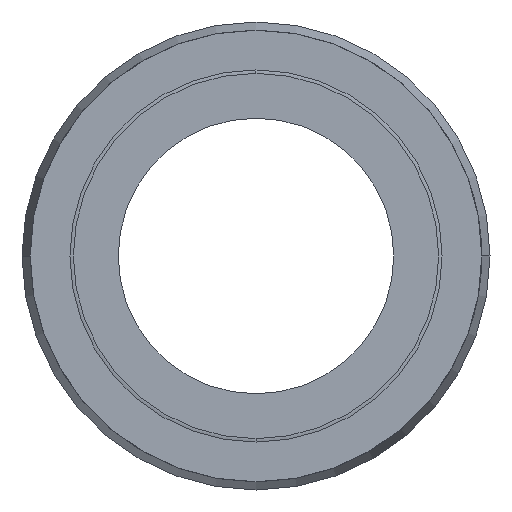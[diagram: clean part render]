
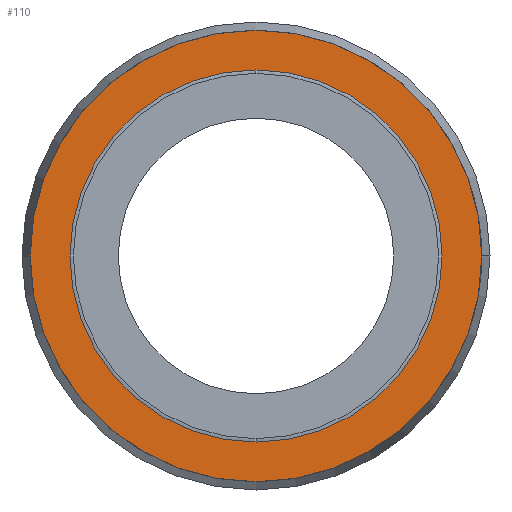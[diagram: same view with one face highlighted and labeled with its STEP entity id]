
A CAD part, front view. The second image highlights one B-rep face of the part: STEP entity #110.
In plain terms, the highlighted planar face has unit normal (0, -1, 0).
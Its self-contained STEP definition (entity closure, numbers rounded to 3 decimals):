
#110=ADVANCED_FACE('',(#262,#263),#264,.T.);
#262=FACE_OUTER_BOUND('',#433,.T.);
#263=FACE_BOUND('',#434,.T.);
#264=PLANE('',#435);
#433=EDGE_LOOP('',(#954,#955));
#434=EDGE_LOOP('',(#956,#957,#958));
#435=AXIS2_PLACEMENT_3D('',#959,#960,#961);
#954=ORIENTED_EDGE('',*,*,#1139,.F.);
#955=ORIENTED_EDGE('',*,*,#1260,.F.);
#956=ORIENTED_EDGE('',*,*,#1258,.T.);
#957=ORIENTED_EDGE('',*,*,#1149,.T.);
#958=ORIENTED_EDGE('',*,*,#1259,.T.);
#959=CARTESIAN_POINT('',(-4.633,0.01,0.0));
#960=DIRECTION('',(0.,-1.0,0.0));
#961=DIRECTION('',(1.0,0.,0.0));
#1139=EDGE_CURVE('',#1368,#1371,#1372,.T.);
#1149=EDGE_CURVE('',#1384,#1388,#1390,.T.);
#1258=EDGE_CURVE('',#1561,#1384,#1562,.T.);
#1259=EDGE_CURVE('',#1388,#1561,#1563,.T.);
#1260=EDGE_CURVE('',#1371,#1368,#1564,.T.);
#1368=VERTEX_POINT('',#1699);
#1371=VERTEX_POINT('',#1703);
#1372=CIRCLE('',#1704,5.08);
#1384=VERTEX_POINT('',#1719);
#1388=VERTEX_POINT('',#1723);
#1390=CIRCLE('',#1725,4.187);
#1561=VERTEX_POINT('',#1944);
#1562=CIRCLE('',#1945,4.187);
#1563=CIRCLE('',#1946,4.187);
#1564=CIRCLE('',#1947,5.08);
#1699=CARTESIAN_POINT('',(-5.08,0.01,0.0));
#1703=CARTESIAN_POINT('',(5.08,0.01,0.));
#1704=AXIS2_PLACEMENT_3D('',#2083,#2084,#2085);
#1719=CARTESIAN_POINT('',(0.,0.01,4.187));
#1723=CARTESIAN_POINT('',(0.,0.01,-4.187));
#1725=AXIS2_PLACEMENT_3D('',#2107,#2108,#2109);
#1944=CARTESIAN_POINT('',(-4.187,0.01,0.0));
#1945=AXIS2_PLACEMENT_3D('',#2353,#2354,#2355);
#1946=AXIS2_PLACEMENT_3D('',#2356,#2357,#2358);
#1947=AXIS2_PLACEMENT_3D('',#2359,#2360,#2361);
#2083=CARTESIAN_POINT('',(0.0,0.01,0.0));
#2084=DIRECTION('',(0.0,1.0,0.0));
#2085=DIRECTION('',(-1.0,0.0,0.0));
#2107=CARTESIAN_POINT('',(0.0,0.01,0.0));
#2108=DIRECTION('',(0.0,1.0,0.0));
#2109=DIRECTION('',(-1.0,0.0,0.0));
#2353=CARTESIAN_POINT('',(0.0,0.01,0.0));
#2354=DIRECTION('',(0.0,1.0,0.0));
#2355=DIRECTION('',(-1.0,0.0,0.0));
#2356=CARTESIAN_POINT('',(0.0,0.01,0.0));
#2357=DIRECTION('',(0.0,1.0,0.0));
#2358=DIRECTION('',(-1.0,0.0,0.0));
#2359=CARTESIAN_POINT('',(0.0,0.01,0.0));
#2360=DIRECTION('',(0.0,1.0,0.0));
#2361=DIRECTION('',(-1.0,0.0,0.0));
